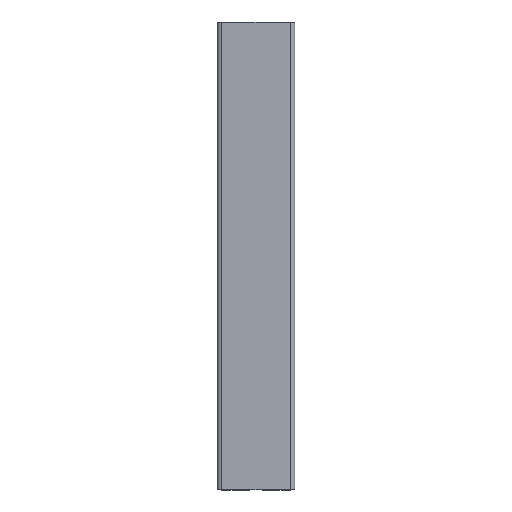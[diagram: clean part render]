
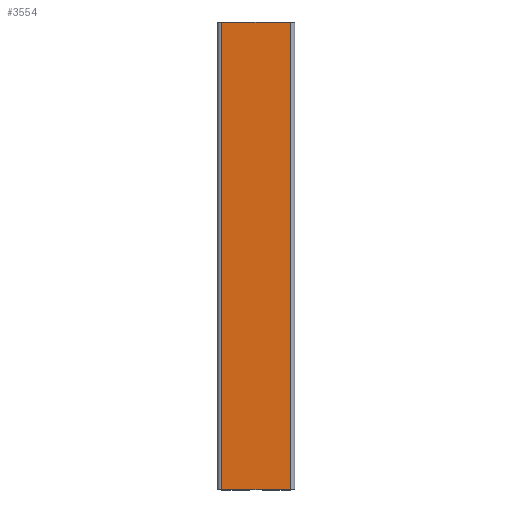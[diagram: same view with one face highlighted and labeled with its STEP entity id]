
A CAD part, top view. The second image highlights one B-rep face of the part: STEP entity #3554.
In plain terms, the highlighted face is planar.
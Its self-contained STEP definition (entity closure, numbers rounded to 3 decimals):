
#362 = DIRECTION ( 'NONE',  ( 0., 1., 0. ) ) ;
#366 = DIRECTION ( 'NONE',  ( -1., 0., 0. ) ) ;
#370 = PLANE ( 'NONE',  #3819 ) ;
#373 = FACE_OUTER_BOUND ( 'NONE', #1555, .T. ) ;
#375 = CARTESIAN_POINT ( 'NONE',  ( 22., 25., -300. ) ) ;
#858 = VECTOR ( 'NONE', #4469, 1000. ) ;
#881 = VECTOR ( 'NONE', #4116, 1000. ) ;
#882 = VECTOR ( 'NONE', #4134, 1000. ) ;
#928 = VECTOR ( 'NONE', #4189, 1000. ) ;
#1289 = VERTEX_POINT ( 'NONE', #4777 ) ;
#1318 = VERTEX_POINT ( 'NONE', #4803 ) ;
#1328 = VERTEX_POINT ( 'NONE', #4815 ) ;
#1332 = VERTEX_POINT ( 'NONE', #4819 ) ;
#1555 = EDGE_LOOP ( 'NONE', ( #1791, #1789, #1795, #1796 ) ) ;
#1789 = ORIENTED_EDGE ( 'NONE', *, *, #3145, .F. ) ;
#1791 = ORIENTED_EDGE ( 'NONE', *, *, #3193, .F. ) ;
#1795 = ORIENTED_EDGE ( 'NONE', *, *, #3175, .T. ) ;
#1796 = ORIENTED_EDGE ( 'NONE', *, *, #3168, .T. ) ;
#3145 = EDGE_CURVE ( 'NONE', #1289, #1332, #4465, .T. ) ;
#3168 = EDGE_CURVE ( 'NONE', #1318, #1328, #4101, .T. ) ;
#3175 = EDGE_CURVE ( 'NONE', #1289, #1318, #4121, .T. ) ;
#3193 = EDGE_CURVE ( 'NONE', #1332, #1328, #4168, .T. ) ;
#3554 = ADVANCED_FACE ( 'PLANAR_11', ( #373 ), #370, .T. ) ;
#3819 = AXIS2_PLACEMENT_3D ( 'NONE', #375, #362, #366 ) ;
#4101 = LINE ( 'NONE', #4123, #881 ) ;
#4116 = DIRECTION ( 'NONE',  ( 0., 0., 1. ) ) ;
#4121 = LINE ( 'NONE', #4124, #882 ) ;
#4123 = CARTESIAN_POINT ( 'NONE',  ( -22., 25., -300. ) ) ;
#4124 = CARTESIAN_POINT ( 'NONE',  ( 22., 25., -300. ) ) ;
#4134 = DIRECTION ( 'NONE',  ( -1., 0., 0. ) ) ;
#4168 = LINE ( 'NONE', #4169, #928 ) ;
#4169 = CARTESIAN_POINT ( 'NONE',  ( 22., 25., 0. ) ) ;
#4189 = DIRECTION ( 'NONE',  ( -1., 0., 0. ) ) ;
#4448 = CARTESIAN_POINT ( 'NONE',  ( 22., 25., -300. ) ) ;
#4465 = LINE ( 'NONE', #4448, #858 ) ;
#4469 = DIRECTION ( 'NONE',  ( 0., 0., 1. ) ) ;
#4777 = CARTESIAN_POINT ( 'NONE',  ( 22., 25., -300. ) ) ;
#4803 = CARTESIAN_POINT ( 'NONE',  ( -22., 25., -300. ) ) ;
#4815 = CARTESIAN_POINT ( 'NONE',  ( -22., 25., 0. ) ) ;
#4819 = CARTESIAN_POINT ( 'NONE',  ( 22., 25., 0. ) ) ;
